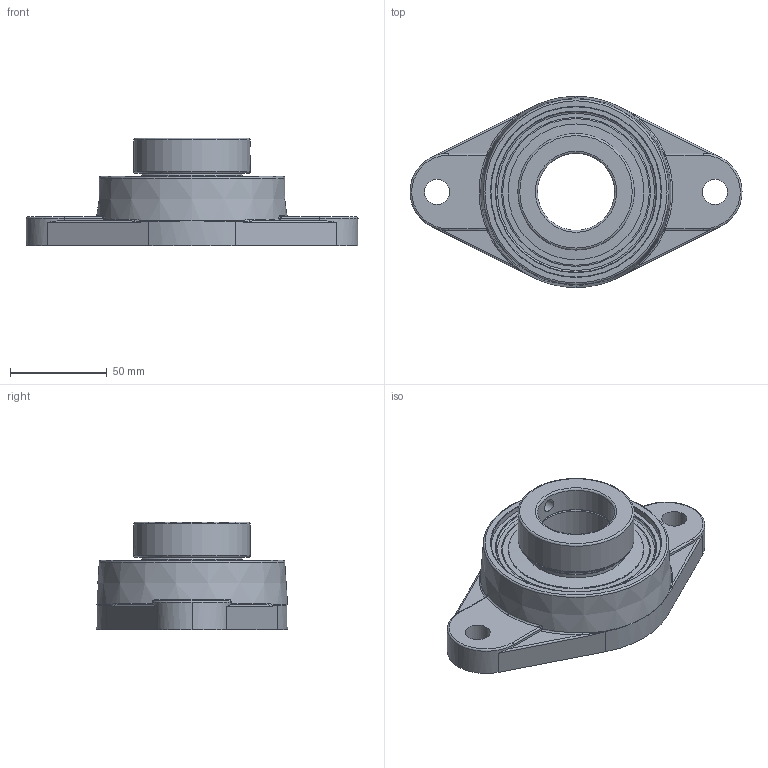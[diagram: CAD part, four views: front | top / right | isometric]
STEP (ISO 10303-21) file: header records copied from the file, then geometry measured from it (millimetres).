
FILE_DESCRIPTION(('HOOPS Exchange Step'),'2;1');
FILE_NAME('export-8B6A57C6-5952-4AFF-875E-611B25219880.stp','2020-05-18T15:16:00-07:00',('dkerr'),('Alibre'),'HOOPS Exchange 2020.0','Alibre','Unknown authorisation');
FILE_SCHEMA( ('AP242_MANAGED_MODEL_BASED_3D_ENGINEERING_MIM_LF {1 0 10303 442 1 1 4 }') );
Length unit declared in the file: inch
Products named in the file (8): MRN SFTM L4L 208; SNC 208 (Ball Bearing); SNC 208 (Shield); SNC 208 (Setscrew); SNC 208 L4L (40mm) (Race); SNC 208 (Collar); MRN SNC 208 L4L (40mm); MRN SNCSFTM 208 L4L (40mm)
Assembly tree (8 placements, depth 3):
  MRN SNCSFTM 208 L4L (40mm)
    MRN SFTM L4L 208
    MRN SNC 208 L4L (40mm)
      SNC 208 (Ball Bearing)
      SNC 208 (Shield)  x2
      SNC 208 (Setscrew)
      SNC 208 L4L (40mm) (Race)
      SNC 208 (Collar)
Bounding box: 172 x 99 x 55.89 mm (x, y, z)
Volume: 223274.3 mm3; surface area: 82490.4 mm2
Topology: 16 solids, 16 shells, 184 faces, 492 edges, 315 vertices
Faces by surface type: cylinder 48, plane 47, bspline 34, torus 26, sphere 16, cone 13
Full cylindrical faces by diameter (mm): 6.782 x3, 13 x2, 40 x2, 48.768 x2, 52.387 x4, 53.149 x2, 60.3 x1, 67.035 x2, 70.358 x2, 83.195 x1, 85.195 x1, 88.22 x1
Entity records: 11281 total; most frequent: CARTESIAN_POINT 6787, DIRECTION 915, ORIENTED_EDGE 886, EDGE_CURVE 443, AXIS2_PLACEMENT_3D 402, VERTEX_POINT 301, CIRCLE 235, EDGE_LOOP 198
